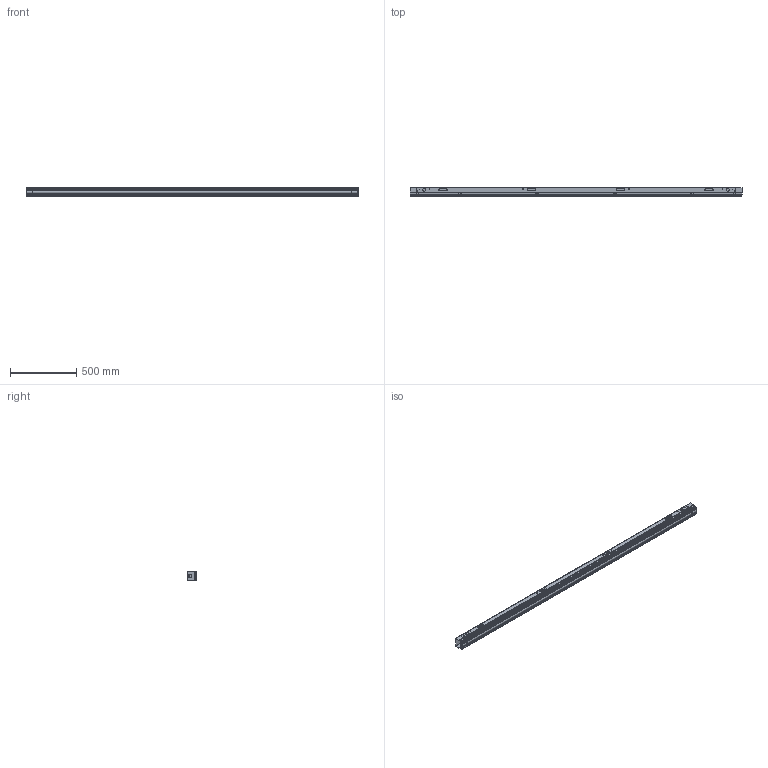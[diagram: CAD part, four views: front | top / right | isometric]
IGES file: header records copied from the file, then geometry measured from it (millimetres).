
Start section:  PTC IGES file: 213562.igs
Global section: file name: 213562.igs; native system: Creo Parametric by PTC Inc.; preprocessor: 2018300; author: pdmadmin; organization: Unknown; date: 20191008.173119; units: millimetre
Bounding box: 2508.48 x 69.1 x 73.5 mm (x, y, z)
Volume: 828548 mm3; surface area: 7044216.3 mm2
Topology: 29 solids, 69 shells, 5094 faces, 28212 edges, 37597 vertices
Faces by surface type: revolution 2784, bspline 2310
